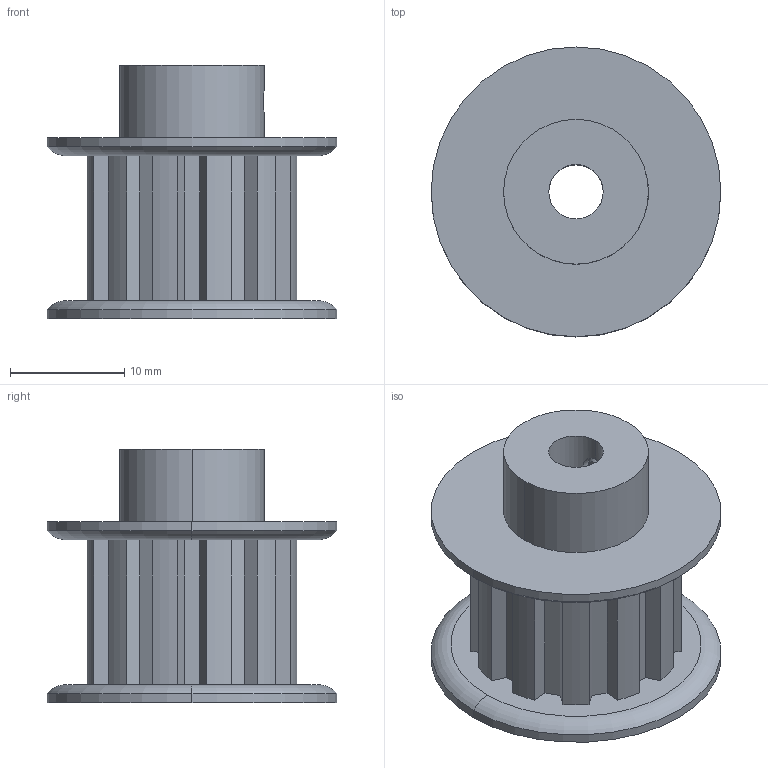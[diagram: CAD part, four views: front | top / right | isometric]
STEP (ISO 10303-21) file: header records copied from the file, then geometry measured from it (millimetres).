
FILE_DESCRIPTION (( 'STEP AP203' ), '1' );
FILE_NAME ('57105K13.step', '2016-09-29T20:34:33', ( 'Admin' ), ( 'McMaster-Carr Supply Co' ), 'SwSTEP 2.0', 'SolidWorks 2010', '' );
FILE_SCHEMA (( 'CONFIG_CONTROL_DESIGN' ));
Length unit declared in the file: inch
Products named in the file (1): 57105K13
Bounding box: 25.4 x 25.4 x 22.23 mm (x, y, z)
Volume: 4984.2 mm3; surface area: 3261.6 mm2
Topology: 1 solids, 1 shells, 82 faces, 220 edges, 144 vertices
Faces by surface type: plane 50, cylinder 24, cone 4, torus 4
Entity records: 2711 total; most frequent: CARTESIAN_POINT 523, DIRECTION 442, ORIENTED_EDGE 440, EDGE_CURVE 220, LINE 156, VECTOR 156, VERTEX_POINT 144, AXIS2_PLACEMENT_3D 143
